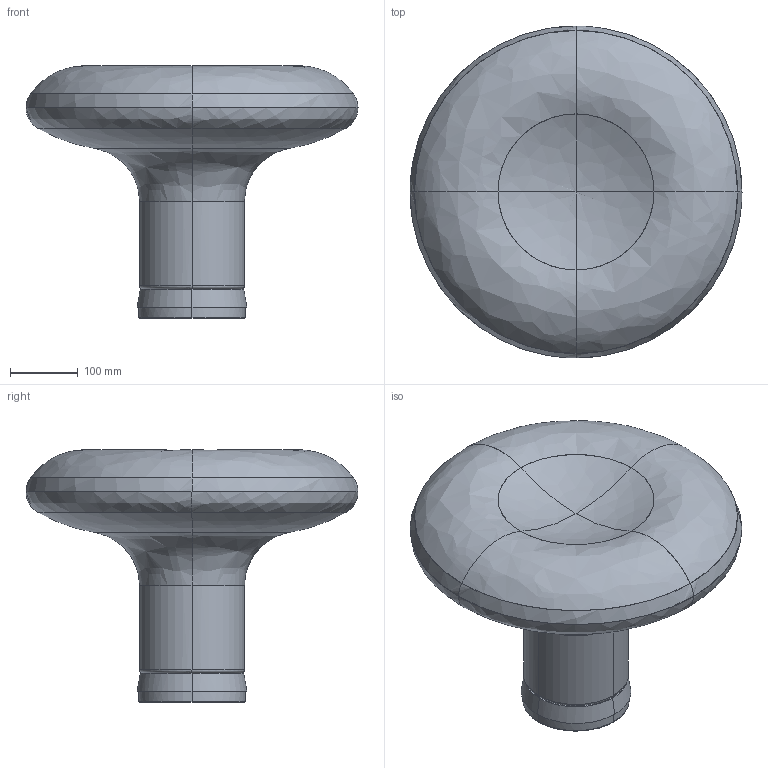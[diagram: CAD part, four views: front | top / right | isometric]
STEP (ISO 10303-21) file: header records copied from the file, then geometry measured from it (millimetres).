
FILE_DESCRIPTION(/* description */ (''),/* implementation_level */ '2;1');
FILE_NAME(/* name */ 'Lesbo_3D',/* time_stamp */ '2011-11-14T13:04:16+01:00',/* author */ (''),/* organization */ (''),/* preprocessor_version */ 'ST-DEVELOPER v10',/* originating_system */ '',/* authorisation */ '');
FILE_SCHEMA (('CONFIG_CONTROL_DESIGN'));
Length unit declared in the file: millimetre
Products named in the file (1): 1
Bounding box: 490.25 x 490.25 x 373 mm (x, y, z)
Volume: 4764919.3 mm3; surface area: 917724.9 mm2
Topology: 3 solids, 21 shells, 95 faces, 258 edges, 181 vertices
Faces by surface type: bspline 88, plane 7
Entity records: 3577 total; most frequent: CARTESIAN_POINT 2278, ORIENTED_EDGE 396, EDGE_CURVE 250, VERTEX_POINT 181, EDGE_LOOP 99, ADVANCED_FACE 95, FACE_OUTER_BOUND 95, B_SPLINE_CURVE_WITH_KNOTS 21
